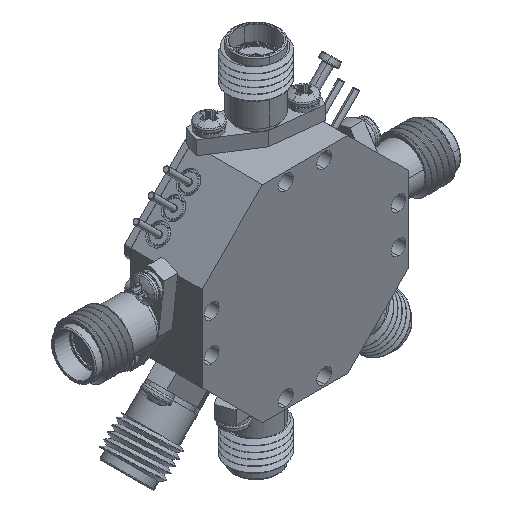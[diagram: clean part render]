
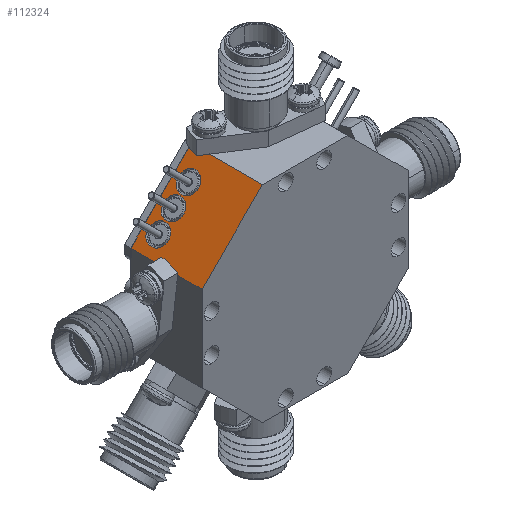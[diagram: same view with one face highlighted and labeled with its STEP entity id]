
A CAD part, isometric view. The second image highlights one B-rep face of the part: STEP entity #112324.
In plain terms, the highlighted planar face has unit normal (-0.707, 0, 0.707).
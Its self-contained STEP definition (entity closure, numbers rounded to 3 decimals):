
#792 = CIRCLE ( 'NONE', #98141, 1.207 ) ;
#2411 = CARTESIAN_POINT ( 'NONE',  ( 0., 8.509, 24.536 ) ) ;
#3635 = VECTOR ( 'NONE', #12305, 1000. ) ;
#6732 = DIRECTION ( 'NONE',  ( 0., -1., 0. ) ) ;
#7546 = EDGE_LOOP ( 'NONE', ( #97987, #104355 ) ) ;
#8753 = VERTEX_POINT ( 'NONE', #110246 ) ;
#9168 = AXIS2_PLACEMENT_3D ( 'NONE', #110741, #46807, #67061 ) ;
#9642 = AXIS2_PLACEMENT_3D ( 'NONE', #71882, #81452, #90448 ) ;
#10386 = LINE ( 'NONE', #63642, #15639 ) ;
#12305 = DIRECTION ( 'NONE',  ( 0.707, 0., 0.707 ) ) ;
#14012 = ORIENTED_EDGE ( 'NONE', *, *, #24934, .F. ) ;
#15639 = VECTOR ( 'NONE', #48068, 1000. ) ;
#17327 = DIRECTION ( 'NONE',  ( -0.707, 0., 0.707 ) ) ;
#18063 = CARTESIAN_POINT ( 'NONE',  ( -3.862, 6.731, 20.675 ) ) ;
#18614 = EDGE_CURVE ( 'NONE', #100327, #55591, #76933, .T. ) ;
#19115 = EDGE_CURVE ( 'NONE', #35193, #95819, #792, .T. ) ;
#19444 = DIRECTION ( 'NONE',  ( -0.707, 0., 0.707 ) ) ;
#23613 = EDGE_LOOP ( 'NONE', ( #70711, #33427, #102704, #84361 ) ) ;
#24556 = CARTESIAN_POINT ( 'NONE',  ( -3.008, 6.731, 21.528 ) ) ;
#24934 = EDGE_CURVE ( 'NONE', #95819, #35193, #35841, .T. ) ;
#25031 = DIRECTION ( 'NONE',  ( 0.707, 0., 0.707 ) ) ;
#25080 = FACE_BOUND ( 'NONE', #62727, .T. ) ;
#25116 = CARTESIAN_POINT ( 'NONE',  ( 0., 0., 24.536 ) ) ;
#27447 = VERTEX_POINT ( 'NONE', #116822 ) ;
#27818 = EDGE_CURVE ( 'NONE', #56951, #71975, #75988, .T. ) ;
#30415 = DIRECTION ( 'NONE',  ( -0.707, 0., -0.707 ) ) ;
#33427 = ORIENTED_EDGE ( 'NONE', *, *, #39529, .F. ) ;
#34092 = FACE_OUTER_BOUND ( 'NONE', #23613, .T. ) ;
#35034 = VECTOR ( 'NONE', #66425, 1000. ) ;
#35193 = VERTEX_POINT ( 'NONE', #53550 ) ;
#35841 = CIRCLE ( 'NONE', #116037, 1.207 ) ;
#36453 = CARTESIAN_POINT ( 'NONE',  ( -2.065, 6.731, 22.471 ) ) ;
#38077 = VECTOR ( 'NONE', #6732, 1000. ) ;
#39529 = EDGE_CURVE ( 'NONE', #71975, #76454, #61726, .T. ) ;
#46417 = AXIS2_PLACEMENT_3D ( 'NONE', #18063, #73069, #64099 ) ;
#46807 = DIRECTION ( 'NONE',  ( -0.707, 0., 0.707 ) ) ;
#48068 = DIRECTION ( 'NONE',  ( 0., -1., 0. ) ) ;
#48160 = DIRECTION ( 'NONE',  ( 0.707, 0., 0.707 ) ) ;
#51228 = CIRCLE ( 'NONE', #9168, 1.207 ) ;
#51767 = EDGE_CURVE ( 'NONE', #27447, #76454, #94835, .T. ) ;
#52014 = DIRECTION ( 'NONE',  ( -0.707, 0., 0.707 ) ) ;
#53550 = CARTESIAN_POINT ( 'NONE',  ( -2.919, 6.731, 21.618 ) ) ;
#55486 = CIRCLE ( 'NONE', #9642, 1.207 ) ;
#55591 = VERTEX_POINT ( 'NONE', #67744 ) ;
#56951 = VERTEX_POINT ( 'NONE', #80517 ) ;
#61606 = FACE_BOUND ( 'NONE', #7546, .T. ) ;
#61726 = LINE ( 'NONE', #106531, #38077 ) ;
#62118 = AXIS2_PLACEMENT_3D ( 'NONE', #2411, #101001, #30415 ) ;
#62727 = EDGE_LOOP ( 'NONE', ( #14012, #85994 ) ) ;
#62786 = ORIENTED_EDGE ( 'NONE', *, *, #99311, .F. ) ;
#63642 = CARTESIAN_POINT ( 'NONE',  ( -7.187, 8.509, 17.35 ) ) ;
#64099 = DIRECTION ( 'NONE',  ( 0.707, 0., 0.707 ) ) ;
#65165 = CARTESIAN_POINT ( 'NONE',  ( -1.212, 6.731, 23.324 ) ) ;
#65434 = ORIENTED_EDGE ( 'NONE', *, *, #115648, .F. ) ;
#66425 = DIRECTION ( 'NONE',  ( 0.707, 0., 0.707 ) ) ;
#67009 = CARTESIAN_POINT ( 'NONE',  ( 0., 8.509, 24.536 ) ) ;
#67061 = DIRECTION ( 'NONE',  ( 0.707, 0., 0.707 ) ) ;
#67309 = CARTESIAN_POINT ( 'NONE',  ( 0., 0., 24.536 ) ) ;
#67744 = CARTESIAN_POINT ( 'NONE',  ( -4.715, 6.731, 19.822 ) ) ;
#69092 = EDGE_CURVE ( 'NONE', #56951, #27447, #10386, .T. ) ;
#70711 = ORIENTED_EDGE ( 'NONE', *, *, #51767, .T. ) ;
#71149 = DIRECTION ( 'NONE',  ( 0.707, 0., 0.707 ) ) ;
#71882 = CARTESIAN_POINT ( 'NONE',  ( -3.862, 6.731, 20.675 ) ) ;
#71975 = VERTEX_POINT ( 'NONE', #73522 ) ;
#73069 = DIRECTION ( 'NONE',  ( -0.707, 0., 0.707 ) ) ;
#73522 = CARTESIAN_POINT ( 'NONE',  ( 0., 8.509, 24.536 ) ) ;
#75988 = LINE ( 'NONE', #67009, #35034 ) ;
#76454 = VERTEX_POINT ( 'NONE', #25116 ) ;
#76933 = CIRCLE ( 'NONE', #46417, 1.207 ) ;
#78336 = EDGE_CURVE ( 'NONE', #55591, #100327, #55486, .T. ) ;
#80517 = CARTESIAN_POINT ( 'NONE',  ( -7.187, 8.509, 17.35 ) ) ;
#81452 = DIRECTION ( 'NONE',  ( -0.707, 0., 0.707 ) ) ;
#84361 = ORIENTED_EDGE ( 'NONE', *, *, #69092, .T. ) ;
#85994 = ORIENTED_EDGE ( 'NONE', *, *, #19115, .F. ) ;
#88488 = CARTESIAN_POINT ( 'NONE',  ( -5.658, 6.731, 18.879 ) ) ;
#90448 = DIRECTION ( 'NONE',  ( 0.707, 0., 0.707 ) ) ;
#90875 = AXIS2_PLACEMENT_3D ( 'NONE', #88488, #52014, #25031 ) ;
#92148 = VERTEX_POINT ( 'NONE', #103571 ) ;
#93611 = CARTESIAN_POINT ( 'NONE',  ( -2.065, 6.731, 22.471 ) ) ;
#94835 = LINE ( 'NONE', #67309, #3635 ) ;
#95819 = VERTEX_POINT ( 'NONE', #65165 ) ;
#97987 = ORIENTED_EDGE ( 'NONE', *, *, #18614, .F. ) ;
#98085 = PLANE ( 'NONE',  #62118 ) ;
#98141 = AXIS2_PLACEMENT_3D ( 'NONE', #36453, #17327, #71149 ) ;
#99311 = EDGE_CURVE ( 'NONE', #92148, #8753, #102319, .T. ) ;
#100327 = VERTEX_POINT ( 'NONE', #24556 ) ;
#101001 = DIRECTION ( 'NONE',  ( 0.707, 0., -0.707 ) ) ;
#102319 = CIRCLE ( 'NONE', #90875, 1.207 ) ;
#102704 = ORIENTED_EDGE ( 'NONE', *, *, #27818, .F. ) ;
#103571 = CARTESIAN_POINT ( 'NONE',  ( -6.511, 6.731, 18.026 ) ) ;
#104355 = ORIENTED_EDGE ( 'NONE', *, *, #78336, .F. ) ;
#106531 = CARTESIAN_POINT ( 'NONE',  ( 0., 8.509, 24.536 ) ) ;
#106981 = FACE_BOUND ( 'NONE', #112170, .T. ) ;
#110246 = CARTESIAN_POINT ( 'NONE',  ( -4.804, 6.731, 19.732 ) ) ;
#110741 = CARTESIAN_POINT ( 'NONE',  ( -5.658, 6.731, 18.879 ) ) ;
#112170 = EDGE_LOOP ( 'NONE', ( #65434, #62786 ) ) ;
#112324 = ADVANCED_FACE ( 'NONE', ( #34092, #106981, #25080, #61606 ), #98085, .F. ) ;
#115648 = EDGE_CURVE ( 'NONE', #8753, #92148, #51228, .T. ) ;
#116037 = AXIS2_PLACEMENT_3D ( 'NONE', #93611, #19444, #48160 ) ;
#116822 = CARTESIAN_POINT ( 'NONE',  ( -7.187, 0., 17.35 ) ) ;
